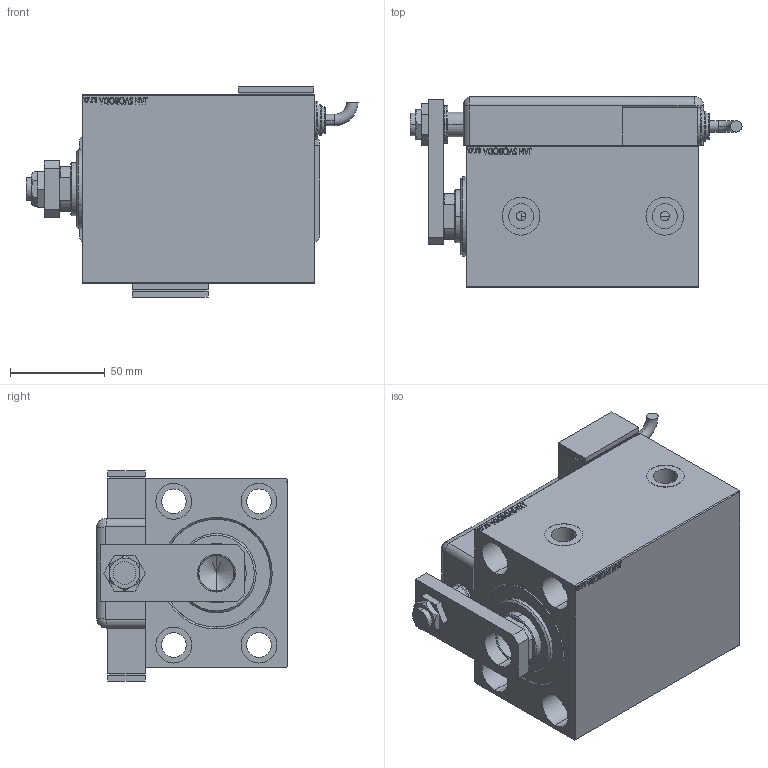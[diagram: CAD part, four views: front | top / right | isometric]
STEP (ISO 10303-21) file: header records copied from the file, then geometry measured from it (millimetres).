
FILE_DESCRIPTION (( 'STEP AP203' ), '1' );
FILE_NAME ('d7bd.STEP', '2021-03-18T22:38:51', ( '' ), ( '' ), 'SwSTEP 2.0', 'SolidWorks 2019', '' );
FILE_SCHEMA (( 'CONFIG_CONTROL_DESIGN' ));
Length unit declared in the file: millimetre
Products named in the file (13): V450CM_C_VCP c01455323f6a0281b5fdf29b97fe281c; NUT_D13 c01455323f6a0281b5fdf29b97fe281c; V450CM_C c01455323f6a0281b5fdf29b97fe281c; d7bd; ZARAZKA_Q c01455323f6a0281b5fdf29b97fe281c; MAGNETIC SWITCH Q c01455323f6a0281b5fdf29b97fe281c; SWITCH_Q_FRONT_BACK c01455323f6a0281b5fdf29b97fe281c; SWITCH Q c01455323f6a0281b5fdf29b97fe281c; TYC c01455323f6a0281b5fdf29b97fe281c; V450CM_VC_B c01455323f6a0281b5fdf29b97fe281c; NUT_D19 c01455323f6a0281b5fdf29b97fe281c; SWITCH DIM A_G c01455323f6a0281b5fdf29b97fe281c; KRYT c01455323f6a0281b5fdf29b97fe281c
Assembly tree (13 placements, depth 3):
  d7bd
    V450CM_C c01455323f6a0281b5fdf29b97fe281c
    V450CM_C_VCP c01455323f6a0281b5fdf29b97fe281c
    V450CM_VC_B c01455323f6a0281b5fdf29b97fe281c
    MAGNETIC SWITCH Q c01455323f6a0281b5fdf29b97fe281c
      SWITCH_Q_FRONT_BACK c01455323f6a0281b5fdf29b97fe281c
      TYC c01455323f6a0281b5fdf29b97fe281c
      ZARAZKA_Q c01455323f6a0281b5fdf29b97fe281c
      SWITCH DIM A_G c01455323f6a0281b5fdf29b97fe281c
      NUT_D19 c01455323f6a0281b5fdf29b97fe281c
      NUT_D13 c01455323f6a0281b5fdf29b97fe281c
      KRYT c01455323f6a0281b5fdf29b97fe281c
      SWITCH Q c01455323f6a0281b5fdf29b97fe281c  x2
Bounding box: 175.46 x 100.8 x 111 mm (x, y, z)
Volume: 924759.6 mm3; surface area: 188156.9 mm2
Topology: 13 solids, 13 shells, 1249 faces, 3171 edges, 2093 vertices
Faces by surface type: plane 615, bspline 471, cylinder 117, cone 22, torus 22, sphere 2
Entity records: 59886 total; most frequent: CARTESIAN_POINT 32223, ORIENTED_EDGE 6146, DIRECTION 3887, EDGE_CURVE 3073, VERTEX_POINT 2033, LINE 1829, VECTOR 1829, EDGE_LOOP 1382
